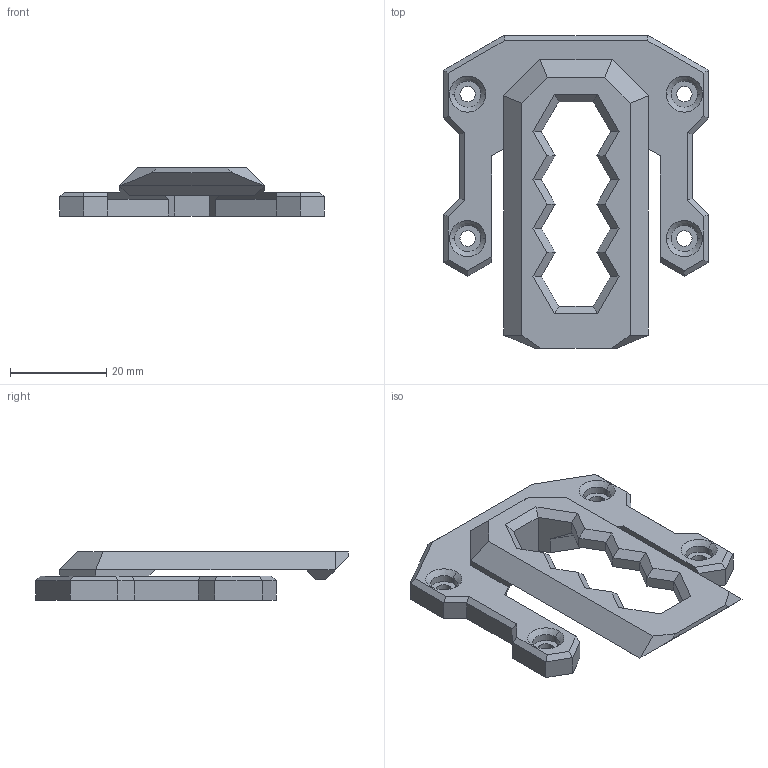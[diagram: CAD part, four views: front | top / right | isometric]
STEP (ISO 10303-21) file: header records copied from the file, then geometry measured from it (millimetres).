
FILE_DESCRIPTION (( 'STEP AP214' ), '1' );
FILE_NAME ('clip2.STEP', '2025-05-29T08:25:45', ( '' ), ( '' ), 'SwSTEP 2.0', 'SolidWorks 2024', '' );
FILE_SCHEMA (( 'AUTOMOTIVE_DESIGN' ));
Length unit declared in the file: millimetre
Products named in the file (1): clip2
Bounding box: 55 x 65 x 10 mm (x, y, z)
Volume: 10772.7 mm3; surface area: 6754.8 mm2
Topology: 1 solids, 1 shells, 128 faces, 313 edges, 190 vertices
Faces by surface type: plane 104, cylinder 16, cone 8
Entity records: 3692 total; most frequent: CARTESIAN_POINT 632, ORIENTED_EDGE 626, DIRECTION 611, EDGE_CURVE 313, VECTOR 273, LINE 273, VERTEX_POINT 190, AXIS2_PLACEMENT_3D 169
